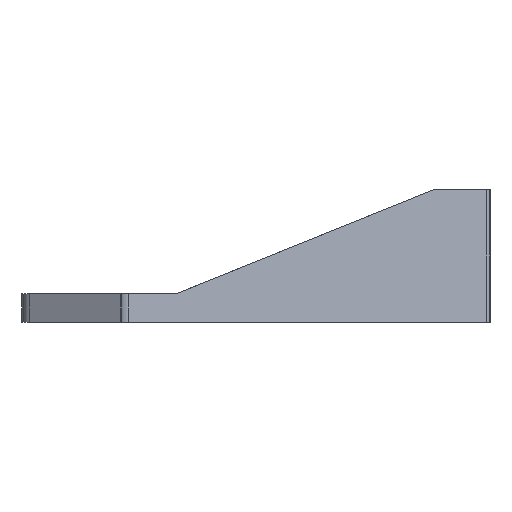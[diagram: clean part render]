
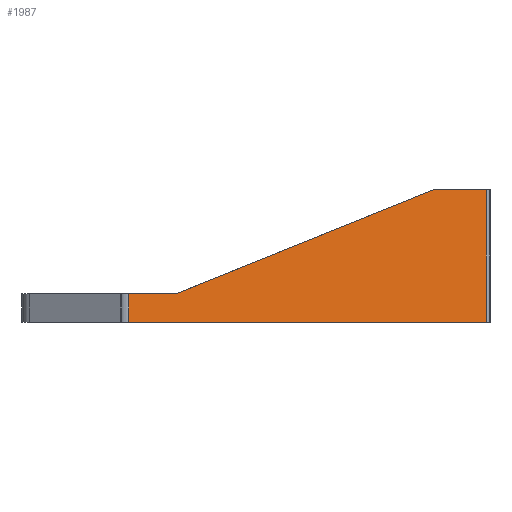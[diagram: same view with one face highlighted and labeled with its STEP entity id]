
A CAD part, left-side view. The second image highlights one B-rep face of the part: STEP entity #1987.
In plain terms, the highlighted planar face has unit normal (-0.972, -0.235, 0).
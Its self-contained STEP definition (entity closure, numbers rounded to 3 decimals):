
#48 = VECTOR ( 'NONE', #8099, 1000. ) ;
#73 = DIRECTION ( 'NONE',  ( 0.235, -0.972, 0. ) ) ;
#129 = CARTESIAN_POINT ( 'NONE',  ( -124.572, 15.357, 5.5 ) ) ;
#483 = CARTESIAN_POINT ( 'NONE',  ( -107.247, -56.404, 34.493 ) ) ;
#1571 = LINE ( 'NONE', #2516, #9203 ) ;
#1943 = ORIENTED_EDGE ( 'NONE', *, *, #12978, .T. ) ;
#1987 = ADVANCED_FACE ( 'NONE', ( #6917 ), #9844, .F. ) ;
#2058 = VERTEX_POINT ( 'NONE', #9777 ) ;
#2305 = VECTOR ( 'NONE', #10299, 1000. ) ;
#2516 = CARTESIAN_POINT ( 'NONE',  ( -126.9, 25., 0. ) ) ;
#2714 = ORIENTED_EDGE ( 'NONE', *, *, #10753, .T. ) ;
#2792 = DIRECTION ( 'NONE',  ( 0.235, -0.972, 0. ) ) ;
#3091 = VERTEX_POINT ( 'NONE', #5264 ) ;
#3533 = EDGE_CURVE ( 'NONE', #9624, #4607, #3673, .T. ) ;
#3673 = LINE ( 'NONE', #483, #10124 ) ;
#3807 = DIRECTION ( 'NONE',  ( -0.235, 0.972, 0. ) ) ;
#4043 = LINE ( 'NONE', #9027, #48 ) ;
#4260 = VECTOR ( 'NONE', #73, 1000. ) ;
#4275 = ORIENTED_EDGE ( 'NONE', *, *, #6787, .T. ) ;
#4348 = EDGE_CURVE ( 'NONE', #4607, #7771, #12894, .T. ) ;
#4457 = CARTESIAN_POINT ( 'NONE',  ( -110.185, -44.235, 25.5 ) ) ;
#4607 = VERTEX_POINT ( 'NONE', #129 ) ;
#5264 = CARTESIAN_POINT ( 'NONE',  ( -110.185, -44.235, 0. ) ) ;
#5528 = DIRECTION ( 'NONE',  ( -0.218, 0.905, -0.366 ) ) ;
#6103 = LINE ( 'NONE', #10155, #4260 ) ;
#6174 = ORIENTED_EDGE ( 'NONE', *, *, #4348, .T. ) ;
#6498 = AXIS2_PLACEMENT_3D ( 'NONE', #7989, #12893, #3807 ) ;
#6787 = EDGE_CURVE ( 'NONE', #3091, #12156, #7255, .T. ) ;
#6917 = FACE_OUTER_BOUND ( 'NONE', #9718, .T. ) ;
#6928 = ORIENTED_EDGE ( 'NONE', *, *, #9466, .F. ) ;
#6987 = CARTESIAN_POINT ( 'NONE',  ( -126.9, 25., 5.5 ) ) ;
#7054 = DIRECTION ( 'NONE',  ( -0.235, 0.972, 0. ) ) ;
#7255 = LINE ( 'NONE', #11301, #2305 ) ;
#7771 = VERTEX_POINT ( 'NONE', #10931 ) ;
#7989 = CARTESIAN_POINT ( 'NONE',  ( -126.9, 25., 5.5 ) ) ;
#8099 = DIRECTION ( 'NONE',  ( 0., 0., -1. ) ) ;
#9027 = CARTESIAN_POINT ( 'NONE',  ( -126.768, 24.454, 0. ) ) ;
#9203 = VECTOR ( 'NONE', #2792, 1000. ) ;
#9466 = EDGE_CURVE ( 'NONE', #9624, #12156, #6103, .T. ) ;
#9530 = ORIENTED_EDGE ( 'NONE', *, *, #3533, .T. ) ;
#9624 = VERTEX_POINT ( 'NONE', #11481 ) ;
#9718 = EDGE_LOOP ( 'NONE', ( #6174, #2714, #1943, #4275, #6928, #9530 ) ) ;
#9777 = CARTESIAN_POINT ( 'NONE',  ( -126.768, 24.454, 0. ) ) ;
#9844 = PLANE ( 'NONE',  #6498 ) ;
#10124 = VECTOR ( 'NONE', #5528, 1000. ) ;
#10155 = CARTESIAN_POINT ( 'NONE',  ( -126.9, 25., 25.5 ) ) ;
#10299 = DIRECTION ( 'NONE',  ( 0., 0., 1. ) ) ;
#10753 = EDGE_CURVE ( 'NONE', #7771, #2058, #4043, .T. ) ;
#10931 = CARTESIAN_POINT ( 'NONE',  ( -126.768, 24.454, 5.5 ) ) ;
#10987 = VECTOR ( 'NONE', #7054, 1000. ) ;
#11301 = CARTESIAN_POINT ( 'NONE',  ( -110.185, -44.235, 5.5 ) ) ;
#11481 = CARTESIAN_POINT ( 'NONE',  ( -112.621, -34.145, 25.5 ) ) ;
#12156 = VERTEX_POINT ( 'NONE', #4457 ) ;
#12893 = DIRECTION ( 'NONE',  ( 0.972, 0.235, 0. ) ) ;
#12894 = LINE ( 'NONE', #6987, #10987 ) ;
#12978 = EDGE_CURVE ( 'NONE', #2058, #3091, #1571, .T. ) ;
